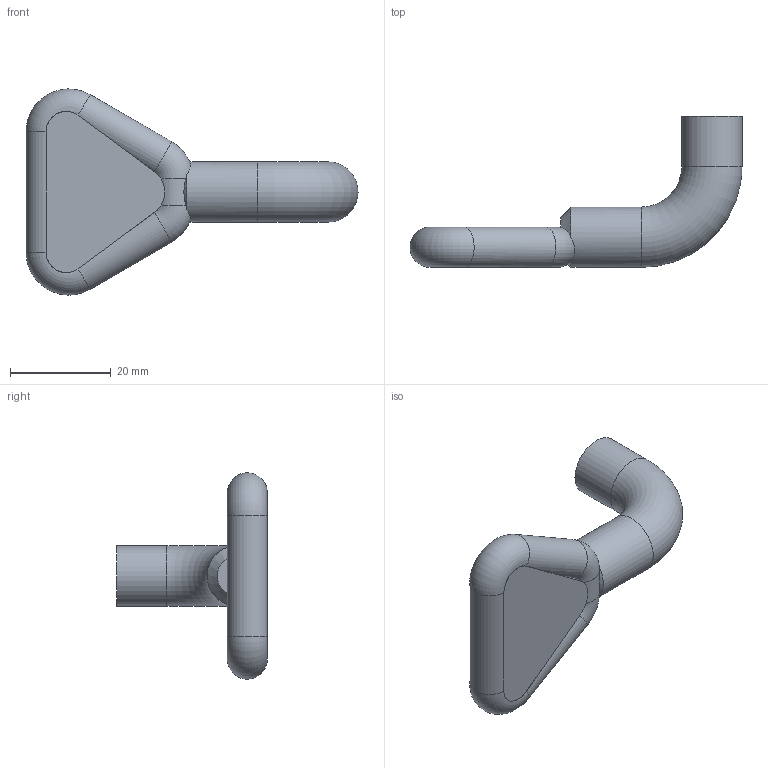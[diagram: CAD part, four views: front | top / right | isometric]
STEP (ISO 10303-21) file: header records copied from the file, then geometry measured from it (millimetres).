
FILE_DESCRIPTION( ( 'STEP AP214' ), '1' );
FILE_NAME( 'K0052.92000601.stp', '2019-05-29T15:17:07', ( '' ), ( '' ), ' ', 'PARTsolutions', ' ' );
FILE_SCHEMA( ( 'AUTOMOTIVE_DESIGN { 1 0 10303 214 1 1 1 1 }' ) );
Length unit declared in the file: millimetre
Products named in the file (3): K0052.92000601; _K0052.92000601K0053_dummy; _B_K0052_gegenhaken
Assembly tree (2 placements, depth 2):
  K0052.92000601
    _K0052.92000601K0053_dummy
    _B_K0052_gegenhaken
Bounding box: 66 x 30 x 40.98 mm (x, y, z)
Volume: 11307.4 mm3; surface area: 4597.2 mm2
Topology: 1 solids, 1 shells, 24 faces, 68 edges, 47 vertices
Faces by surface type: cylinder 10, plane 7, torus 5, cone 2
Full cylindrical faces by diameter (mm): 12 x2
Entity records: 1166 total; most frequent: CARTESIAN_POINT 328, ORIENTED_EDGE 126, DIRECTION 122, EDGE_CURVE 63, AXIS2_PLACEMENT_3D 55, VERTEX_POINT 46, FACE_OUTER_BOUND 27, EDGE_LOOP 27
